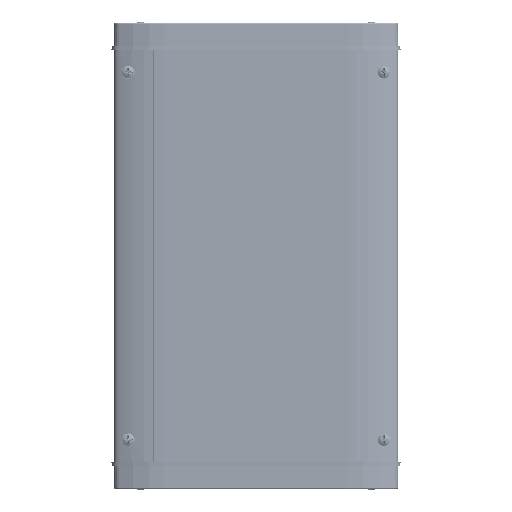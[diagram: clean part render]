
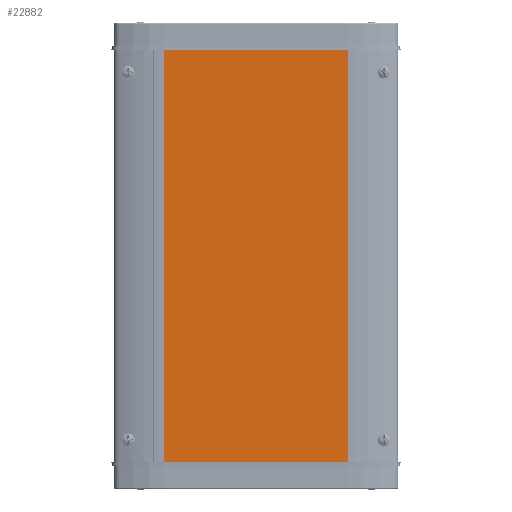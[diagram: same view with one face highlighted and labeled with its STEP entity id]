
A CAD part, left-side view. The second image highlights one B-rep face of the part: STEP entity #22882.
In plain terms, the highlighted planar face has unit normal (-1, 0, 0).
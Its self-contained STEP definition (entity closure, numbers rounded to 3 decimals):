
#776=PLANE('',#24365);
#1931=LINE('',#33584,#3854);
#1947=LINE('',#33671,#3870);
#2302=LINE('',#34423,#4225);
#2303=LINE('',#34425,#4226);
#3854=VECTOR('',#26618,10.);
#3870=VECTOR('',#26692,10.);
#4225=VECTOR('',#27337,10.);
#4226=VECTOR('',#27340,10.);
#5715=FACE_OUTER_BOUND('',#6919,.T.);
#6919=EDGE_LOOP('',(#16649,#16650,#16651,#16652));
#9949=VERTEX_POINT('',#33581);
#9950=VERTEX_POINT('',#33583);
#9991=VERTEX_POINT('',#33668);
#9992=VERTEX_POINT('',#33670);
#12283=EDGE_CURVE('',#9950,#9949,#1931,.T.);
#12327=EDGE_CURVE('',#9992,#9991,#1947,.T.);
#12706=EDGE_CURVE('',#9950,#9991,#2302,.T.);
#12707=EDGE_CURVE('',#9949,#9992,#2303,.T.);
#16649=ORIENTED_EDGE('',*,*,#12283,.T.);
#16650=ORIENTED_EDGE('',*,*,#12707,.T.);
#16651=ORIENTED_EDGE('',*,*,#12327,.T.);
#16652=ORIENTED_EDGE('',*,*,#12706,.F.);
#22882=ADVANCED_FACE('',(#5715),#776,.T.);
#24365=AXIS2_PLACEMENT_3D('',#34424,#27338,#27339);
#26618=DIRECTION('',(0.,-1.,0.));
#26692=DIRECTION('',(0.,1.,0.));
#27337=DIRECTION('',(0.,0.,1.));
#27338=DIRECTION('center_axis',(-1.,0.,0.));
#27339=DIRECTION('ref_axis',(0.,0.,1.));
#27340=DIRECTION('',(0.,0.,1.));
#33581=CARTESIAN_POINT('',(2.,-60.075,-134.2));
#33583=CARTESIAN_POINT('',(2.,60.075,-134.2));
#33584=CARTESIAN_POINT('',(2.,19.963,-134.2));
#33668=CARTESIAN_POINT('',(2.,60.075,134.2));
#33670=CARTESIAN_POINT('',(2.,-60.075,134.2));
#33671=CARTESIAN_POINT('',(2.,-80.038,134.2));
#34423=CARTESIAN_POINT('',(2.,60.075,0.));
#34424=CARTESIAN_POINT('Origin',(2.,-60.075,0.));
#34425=CARTESIAN_POINT('',(2.,-60.075,0.));
